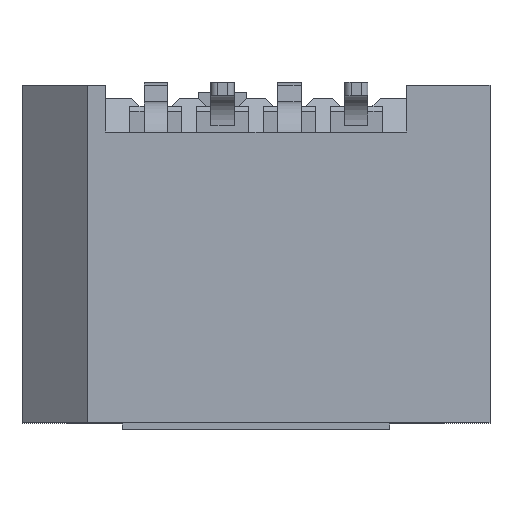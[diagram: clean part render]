
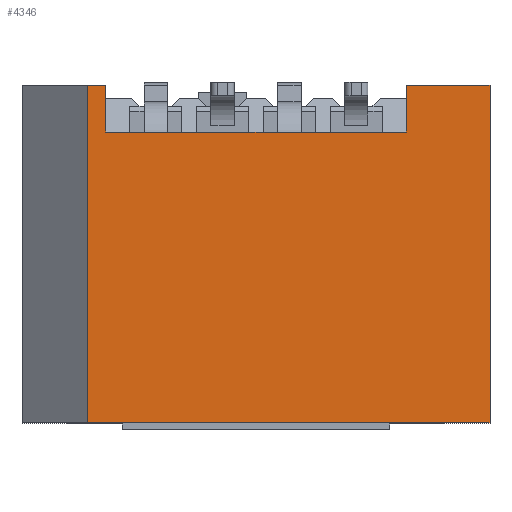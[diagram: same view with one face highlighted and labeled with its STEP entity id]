
A CAD part, top view. The second image highlights one B-rep face of the part: STEP entity #4346.
In plain terms, the highlighted planar face has unit normal (0, 0, 1).
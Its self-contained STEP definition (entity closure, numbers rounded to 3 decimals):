
#502=ORIENTED_EDGE('',*,*,#1565,.T.);
#503=ORIENTED_EDGE('',*,*,#1710,.T.);
#504=ORIENTED_EDGE('',*,*,#1707,.T.);
#505=ORIENTED_EDGE('',*,*,#1711,.F.);
#506=ORIENTED_EDGE('',*,*,#1712,.F.);
#507=ORIENTED_EDGE('',*,*,#1708,.T.);
#508=ORIENTED_EDGE('',*,*,#1697,.T.);
#509=ORIENTED_EDGE('',*,*,#1713,.F.);
#1565=EDGE_CURVE('',#2205,#2204,#2640,.T.);
#1697=EDGE_CURVE('',#2297,#2296,#2766,.T.);
#1707=EDGE_CURVE('',#2302,#2303,#2776,.T.);
#1708=EDGE_CURVE('',#2304,#2297,#2777,.T.);
#1710=EDGE_CURVE('',#2204,#2302,#2779,.T.);
#1711=EDGE_CURVE('',#2305,#2303,#2780,.T.);
#1712=EDGE_CURVE('',#2304,#2305,#2781,.T.);
#1713=EDGE_CURVE('',#2205,#2296,#2782,.T.);
#2204=VERTEX_POINT('',#6251);
#2205=VERTEX_POINT('',#6253);
#2296=VERTEX_POINT('',#6504);
#2297=VERTEX_POINT('',#6506);
#2302=VERTEX_POINT('',#6522);
#2303=VERTEX_POINT('',#6524);
#2304=VERTEX_POINT('',#6528);
#2305=VERTEX_POINT('',#6533);
#2640=LINE('',#6252,#3203);
#2766=LINE('',#6505,#3329);
#2776=LINE('',#6525,#3339);
#2777=LINE('',#6527,#3340);
#2779=LINE('',#6531,#3342);
#2780=LINE('',#6532,#3343);
#2781=LINE('',#6534,#3344);
#2782=LINE('',#6535,#3345);
#3203=VECTOR('',#4999,1000.);
#3329=VECTOR('',#5195,1000.);
#3339=VECTOR('',#5211,1000.);
#3340=VECTOR('',#5214,1000.);
#3342=VECTOR('',#5218,1000.);
#3343=VECTOR('',#5219,1000.);
#3344=VECTOR('',#5220,1000.);
#3345=VECTOR('',#5221,1000.);
#3725=EDGE_LOOP('',(#502,#503,#504,#505,#506,#507,#508,#509));
#3946=FACE_BOUND('',#3725,.T.);
#4162=PLANE('',#4626);
#4346=ADVANCED_FACE('',(#3946),#4162,.F.);
#4626=AXIS2_PLACEMENT_3D('',#6530,#5216,#5217);
#4999=DIRECTION('',(-1.,0.,0.));
#5195=DIRECTION('',(-1.,0.,0.));
#5211=DIRECTION('',(-1.,0.,0.));
#5214=DIRECTION('',(0.,1.,0.));
#5216=DIRECTION('',(0.,0.,-1.));
#5217=DIRECTION('',(-1.,0.,0.));
#5218=DIRECTION('',(0.,1.,0.));
#5219=DIRECTION('',(0.,1.,0.));
#5220=DIRECTION('',(-1.,0.,0.));
#5221=DIRECTION('',(0.,1.,0.));
#6251=CARTESIAN_POINT('',(-2.25,1.825,1.5));
#6252=CARTESIAN_POINT('',(2.25,1.825,1.5));
#6253=CARTESIAN_POINT('',(2.25,1.825,1.5));
#6504=CARTESIAN_POINT('',(2.25,2.525,1.5));
#6505=CARTESIAN_POINT('',(3.5,2.525,1.5));
#6506=CARTESIAN_POINT('',(3.5,2.525,1.5));
#6522=CARTESIAN_POINT('',(-2.25,2.525,1.5));
#6524=CARTESIAN_POINT('',(-2.525,2.525,1.5));
#6525=CARTESIAN_POINT('',(3.5,2.525,1.5));
#6527=CARTESIAN_POINT('',(3.5,-2.525,1.5));
#6528=CARTESIAN_POINT('',(3.5,-2.525,1.5));
#6530=CARTESIAN_POINT('',(3.5,-2.525,1.5));
#6531=CARTESIAN_POINT('',(-2.25,1.825,1.5));
#6532=CARTESIAN_POINT('',(-2.525,-2.525,1.5));
#6533=CARTESIAN_POINT('',(-2.525,-2.525,1.5));
#6534=CARTESIAN_POINT('',(3.5,-2.525,1.5));
#6535=CARTESIAN_POINT('',(2.25,1.825,1.5));
